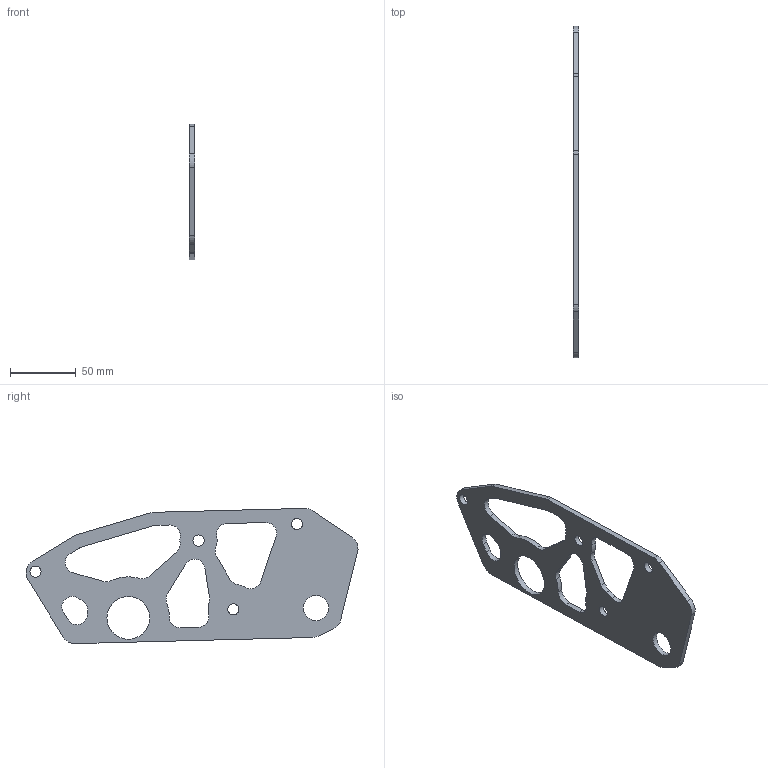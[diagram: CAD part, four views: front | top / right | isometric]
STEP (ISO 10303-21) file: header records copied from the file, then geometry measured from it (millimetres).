
FILE_DESCRIPTION(/* description */ (''),/* implementation_level */ '2;1');
FILE_NAME(/* name */ '驱动片.stp',/* time_stamp */ '2019-11-15T21:55:07+08:00',/* author */ ('Mark'),/* organization */ (''),/* preprocessor_version */ 'ST-DEVELOPER v17',/* originating_system */ 'Autodesk Inventor 2019',/* authorisation */ '');
FILE_SCHEMA (('AUTOMOTIVE_DESIGN { 1 0 10303 214 3 1 1 }'));
Length unit declared in the file: millimetre
Products named in the file (1): Module Plate 1
Bounding box: 4 x 253.16 x 103.11 mm (x, y, z)
Volume: 57170.4 mm3; surface area: 34416.6 mm2
Topology: 1 solids, 1 shells, 63 faces, 183 edges, 122 vertices
Faces by surface type: cylinder 40, plane 23
Full cylindrical faces by diameter (mm): 8.5 x4, 19.2 x1, 32.6 x1
Entity records: 2196 total; most frequent: DIRECTION 391, CARTESIAN_POINT 369, ORIENTED_EDGE 366, EDGE_CURVE 183, AXIS2_PLACEMENT_3D 144, VERTEX_POINT 122, LINE 103, VECTOR 103
